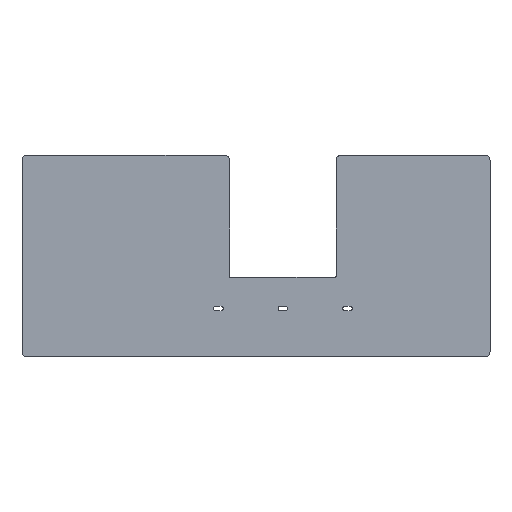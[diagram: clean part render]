
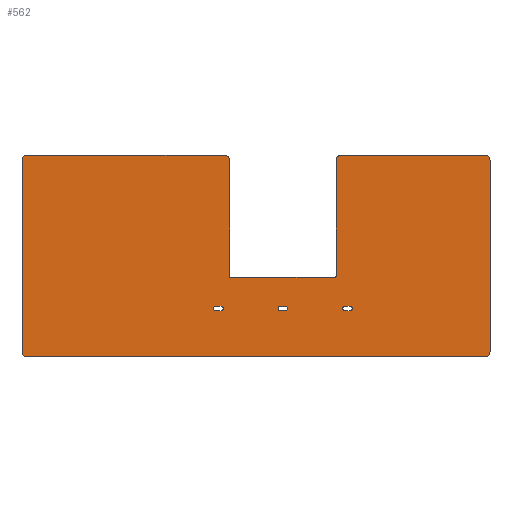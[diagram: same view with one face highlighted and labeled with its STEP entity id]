
A CAD part, top view. The second image highlights one B-rep face of the part: STEP entity #562.
In plain terms, the highlighted planar face has unit normal (0, 0, 1).
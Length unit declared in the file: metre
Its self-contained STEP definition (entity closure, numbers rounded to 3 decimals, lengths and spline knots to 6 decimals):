
#26=CIRCLE('',#606,0.00635);
#27=CIRCLE('',#607,0.001);
#28=CIRCLE('',#608,0.001);
#29=CIRCLE('',#609,0.00635);
#30=CIRCLE('',#610,0.00635);
#31=CIRCLE('',#611,0.00635);
#32=CIRCLE('',#612,0.00635);
#33=CIRCLE('',#613,0.00635);
#34=CIRCLE('',#614,0.002553);
#35=CIRCLE('',#615,0.002553);
#36=CIRCLE('',#616,0.002553);
#37=CIRCLE('',#617,0.002553);
#38=CIRCLE('',#618,0.002553);
#39=CIRCLE('',#619,0.002553);
#54=ORIENTED_EDGE('',*,*,#222,.F.);
#55=ORIENTED_EDGE('',*,*,#223,.T.);
#56=ORIENTED_EDGE('',*,*,#224,.T.);
#57=ORIENTED_EDGE('',*,*,#225,.T.);
#58=ORIENTED_EDGE('',*,*,#226,.F.);
#59=ORIENTED_EDGE('',*,*,#227,.T.);
#60=ORIENTED_EDGE('',*,*,#228,.T.);
#61=ORIENTED_EDGE('',*,*,#229,.T.);
#62=ORIENTED_EDGE('',*,*,#230,.T.);
#63=ORIENTED_EDGE('',*,*,#231,.T.);
#64=ORIENTED_EDGE('',*,*,#232,.F.);
#65=ORIENTED_EDGE('',*,*,#233,.T.);
#66=ORIENTED_EDGE('',*,*,#234,.T.);
#67=ORIENTED_EDGE('',*,*,#235,.T.);
#68=ORIENTED_EDGE('',*,*,#236,.T.);
#69=ORIENTED_EDGE('',*,*,#237,.T.);
#70=ORIENTED_EDGE('',*,*,#238,.F.);
#71=ORIENTED_EDGE('',*,*,#239,.T.);
#72=ORIENTED_EDGE('',*,*,#240,.F.);
#73=ORIENTED_EDGE('',*,*,#241,.F.);
#74=ORIENTED_EDGE('',*,*,#242,.F.);
#75=ORIENTED_EDGE('',*,*,#243,.T.);
#76=ORIENTED_EDGE('',*,*,#244,.F.);
#77=ORIENTED_EDGE('',*,*,#245,.F.);
#78=ORIENTED_EDGE('',*,*,#246,.F.);
#79=ORIENTED_EDGE('',*,*,#247,.T.);
#80=ORIENTED_EDGE('',*,*,#248,.F.);
#81=ORIENTED_EDGE('',*,*,#249,.F.);
#222=EDGE_CURVE('',#306,#307,#362,.T.);
#223=EDGE_CURVE('',#306,#308,#26,.T.);
#224=EDGE_CURVE('',#308,#309,#363,.T.);
#225=EDGE_CURVE('',#309,#310,#27,.F.);
#226=EDGE_CURVE('',#311,#310,#364,.T.);
#227=EDGE_CURVE('',#311,#312,#28,.F.);
#228=EDGE_CURVE('',#312,#313,#365,.T.);
#229=EDGE_CURVE('',#313,#314,#29,.T.);
#230=EDGE_CURVE('',#314,#315,#366,.T.);
#231=EDGE_CURVE('',#315,#316,#30,.T.);
#232=EDGE_CURVE('',#317,#316,#367,.T.);
#233=EDGE_CURVE('',#317,#318,#31,.T.);
#234=EDGE_CURVE('',#318,#319,#368,.T.);
#235=EDGE_CURVE('',#319,#320,#32,.T.);
#236=EDGE_CURVE('',#320,#321,#369,.T.);
#237=EDGE_CURVE('',#321,#307,#33,.T.);
#238=EDGE_CURVE('',#322,#323,#34,.T.);
#239=EDGE_CURVE('',#322,#324,#370,.T.);
#240=EDGE_CURVE('',#325,#324,#35,.T.);
#241=EDGE_CURVE('',#323,#325,#371,.T.);
#242=EDGE_CURVE('',#326,#327,#36,.T.);
#243=EDGE_CURVE('',#326,#328,#372,.T.);
#244=EDGE_CURVE('',#329,#328,#37,.T.);
#245=EDGE_CURVE('',#327,#329,#373,.T.);
#246=EDGE_CURVE('',#330,#331,#38,.T.);
#247=EDGE_CURVE('',#330,#332,#374,.T.);
#248=EDGE_CURVE('',#333,#332,#39,.T.);
#249=EDGE_CURVE('',#331,#333,#375,.T.);
#306=VERTEX_POINT('',#840);
#307=VERTEX_POINT('',#841);
#308=VERTEX_POINT('',#843);
#309=VERTEX_POINT('',#845);
#310=VERTEX_POINT('',#847);
#311=VERTEX_POINT('',#849);
#312=VERTEX_POINT('',#851);
#313=VERTEX_POINT('',#853);
#314=VERTEX_POINT('',#855);
#315=VERTEX_POINT('',#857);
#316=VERTEX_POINT('',#859);
#317=VERTEX_POINT('',#861);
#318=VERTEX_POINT('',#863);
#319=VERTEX_POINT('',#865);
#320=VERTEX_POINT('',#867);
#321=VERTEX_POINT('',#869);
#322=VERTEX_POINT('',#872);
#323=VERTEX_POINT('',#873);
#324=VERTEX_POINT('',#875);
#325=VERTEX_POINT('',#877);
#326=VERTEX_POINT('',#880);
#327=VERTEX_POINT('',#881);
#328=VERTEX_POINT('',#883);
#329=VERTEX_POINT('',#885);
#330=VERTEX_POINT('',#888);
#331=VERTEX_POINT('',#889);
#332=VERTEX_POINT('',#891);
#333=VERTEX_POINT('',#893);
#362=LINE('',#839,#418);
#363=LINE('',#844,#419);
#364=LINE('',#848,#420);
#365=LINE('',#852,#421);
#366=LINE('',#856,#422);
#367=LINE('',#860,#423);
#368=LINE('',#864,#424);
#369=LINE('',#868,#425);
#370=LINE('',#874,#426);
#371=LINE('',#878,#427);
#372=LINE('',#882,#428);
#373=LINE('',#886,#429);
#374=LINE('',#890,#430);
#375=LINE('',#894,#431);
#418=VECTOR('',#667,1.);
#419=VECTOR('',#670,1.);
#420=VECTOR('',#673,1.);
#421=VECTOR('',#676,1.);
#422=VECTOR('',#679,1.);
#423=VECTOR('',#682,1.);
#424=VECTOR('',#685,1.);
#425=VECTOR('',#688,1.);
#426=VECTOR('',#693,1.);
#427=VECTOR('',#696,1.);
#428=VECTOR('',#699,1.);
#429=VECTOR('',#702,1.);
#430=VECTOR('',#705,1.);
#431=VECTOR('',#708,1.);
#474=EDGE_LOOP('',(#54,#55,#56,#57,#58,#59,#60,#61,#62,#63,#64,#65,#66,
#67,#68,#69));
#475=EDGE_LOOP('',(#70,#71,#72,#73));
#476=EDGE_LOOP('',(#74,#75,#76,#77));
#477=EDGE_LOOP('',(#78,#79,#80,#81));
#510=FACE_BOUND('',#474,.T.);
#511=FACE_BOUND('',#475,.T.);
#512=FACE_BOUND('',#476,.T.);
#513=FACE_BOUND('',#477,.T.);
#546=PLANE('',#605);
#562=ADVANCED_FACE('',(#510,#511,#512,#513),#546,.T.);
#605=AXIS2_PLACEMENT_3D('',#838,#665,#666);
#606=AXIS2_PLACEMENT_3D('',#842,#668,#669);
#607=AXIS2_PLACEMENT_3D('',#846,#671,#672);
#608=AXIS2_PLACEMENT_3D('',#850,#674,#675);
#609=AXIS2_PLACEMENT_3D('',#854,#677,#678);
#610=AXIS2_PLACEMENT_3D('',#858,#680,#681);
#611=AXIS2_PLACEMENT_3D('',#862,#683,#684);
#612=AXIS2_PLACEMENT_3D('',#866,#686,#687);
#613=AXIS2_PLACEMENT_3D('',#870,#689,#690);
#614=AXIS2_PLACEMENT_3D('',#871,#691,#692);
#615=AXIS2_PLACEMENT_3D('',#876,#694,#695);
#616=AXIS2_PLACEMENT_3D('',#879,#697,#698);
#617=AXIS2_PLACEMENT_3D('',#884,#700,#701);
#618=AXIS2_PLACEMENT_3D('',#887,#703,#704);
#619=AXIS2_PLACEMENT_3D('',#892,#706,#707);
#665=DIRECTION('',(0.,0.,1.));
#666=DIRECTION('',(1.,0.,0.));
#667=DIRECTION('',(1.,0.,0.));
#668=DIRECTION('',(0.,0.,1.));
#669=DIRECTION('',(0.,-1.,0.));
#670=DIRECTION('',(0.,-1.,0.));
#671=DIRECTION('',(0.,0.,1.));
#672=DIRECTION('',(0.,-1.,0.));
#673=DIRECTION('',(1.,0.,0.));
#674=DIRECTION('',(0.,0.,1.));
#675=DIRECTION('',(0.,-1.,0.));
#676=DIRECTION('',(0.,1.,0.));
#677=DIRECTION('',(0.,0.,1.));
#678=DIRECTION('',(0.,-1.,0.));
#679=DIRECTION('',(-1.,0.,0.));
#680=DIRECTION('',(0.,0.,1.));
#681=DIRECTION('',(0.,-1.,0.));
#682=DIRECTION('',(0.,1.,0.));
#683=DIRECTION('',(0.,0.,1.));
#684=DIRECTION('',(0.,-1.,0.));
#685=DIRECTION('',(1.,0.,0.));
#686=DIRECTION('',(0.,0.,1.));
#687=DIRECTION('',(0.,-1.,0.));
#688=DIRECTION('',(0.,1.,0.));
#689=DIRECTION('',(0.,0.,1.));
#690=DIRECTION('',(0.,-1.,0.));
#691=DIRECTION('',(0.,0.,1.));
#692=DIRECTION('',(0.,-1.,0.));
#693=DIRECTION('',(1.,0.,0.));
#694=DIRECTION('',(0.,0.,1.));
#695=DIRECTION('',(0.,-1.,0.));
#696=DIRECTION('',(1.,0.,0.));
#697=DIRECTION('',(0.,0.,1.));
#698=DIRECTION('',(0.,-1.,0.));
#699=DIRECTION('',(1.,0.,0.));
#700=DIRECTION('',(0.,0.,1.));
#701=DIRECTION('',(0.,-1.,0.));
#702=DIRECTION('',(1.,0.,0.));
#703=DIRECTION('',(0.,0.,1.));
#704=DIRECTION('',(0.,-1.,0.));
#705=DIRECTION('',(1.,0.,0.));
#706=DIRECTION('',(0.,0.,1.));
#707=DIRECTION('',(0.,-1.,0.));
#708=DIRECTION('',(1.,0.,0.));
#838=CARTESIAN_POINT('',(-0.235989,0.060297,0.000813));
#839=CARTESIAN_POINT('',(-0.029614,0.179444,0.000813));
#840=CARTESIAN_POINT('',(-0.135024,0.179444,0.000813));
#841=CARTESIAN_POINT('',(0.033886,0.179444,0.000813));
#842=CARTESIAN_POINT('',(-0.135024,0.173094,0.000813));
#843=CARTESIAN_POINT('',(-0.141374,0.173094,0.000813));
#844=CARTESIAN_POINT('',(-0.141374,0.107334,0.000813));
#845=CARTESIAN_POINT('',(-0.141374,0.036224,0.000813));
#846=CARTESIAN_POINT('',(-0.142374,0.036224,0.000813));
#847=CARTESIAN_POINT('',(-0.142374,0.035224,0.000813));
#848=CARTESIAN_POINT('',(-0.204239,0.035224,0.000813));
#849=CARTESIAN_POINT('',(-0.266104,0.035224,0.000813));
#850=CARTESIAN_POINT('',(-0.266104,0.036224,0.000813));
#851=CARTESIAN_POINT('',(-0.267104,0.036224,0.000813));
#852=CARTESIAN_POINT('',(-0.267104,0.107334,0.000813));
#853=CARTESIAN_POINT('',(-0.267104,0.173094,0.000813));
#854=CARTESIAN_POINT('',(-0.273454,0.173094,0.000813));
#855=CARTESIAN_POINT('',(-0.273454,0.179444,0.000813));
#856=CARTESIAN_POINT('',(-0.410614,0.179444,0.000813));
#857=CARTESIAN_POINT('',(-0.505864,0.179444,0.000813));
#858=CARTESIAN_POINT('',(-0.505864,0.173094,0.000813));
#859=CARTESIAN_POINT('',(-0.512214,0.173094,0.000813));
#860=CARTESIAN_POINT('',(-0.512214,0.079347,0.000813));
#861=CARTESIAN_POINT('',(-0.512214,-0.052499,0.000813));
#862=CARTESIAN_POINT('',(-0.505864,-0.052499,0.000813));
#863=CARTESIAN_POINT('',(-0.505864,-0.058849,0.000813));
#864=CARTESIAN_POINT('',(-0.235989,-0.058849,0.000813));
#865=CARTESIAN_POINT('',(0.033886,-0.058849,0.000813));
#866=CARTESIAN_POINT('',(0.033886,-0.052499,0.000813));
#867=CARTESIAN_POINT('',(0.040236,-0.052499,0.000813));
#868=CARTESIAN_POINT('',(0.040236,0.079347,0.000813));
#869=CARTESIAN_POINT('',(0.040236,0.173094,0.000813));
#870=CARTESIAN_POINT('',(0.033886,0.173094,0.000813));
#871=CARTESIAN_POINT('',(-0.283614,-0.001699,0.000813));
#872=CARTESIAN_POINT('',(-0.283614,0.000853,0.000813));
#873=CARTESIAN_POINT('',(-0.283614,-0.004252,0.000813));
#874=CARTESIAN_POINT('',(-0.278852,0.000853,0.000813));
#875=CARTESIAN_POINT('',(-0.277264,0.000853,0.000813));
#876=CARTESIAN_POINT('',(-0.277264,-0.001699,0.000813));
#877=CARTESIAN_POINT('',(-0.277264,-0.004252,0.000813));
#878=CARTESIAN_POINT('',(-0.278852,-0.004252,0.000813));
#879=CARTESIAN_POINT('',(-0.207414,-0.001699,0.000813));
#880=CARTESIAN_POINT('',(-0.207414,0.000853,0.000813));
#881=CARTESIAN_POINT('',(-0.207414,-0.004252,0.000813));
#882=CARTESIAN_POINT('',(-0.202652,0.000853,0.000813));
#883=CARTESIAN_POINT('',(-0.201064,0.000853,0.000813));
#884=CARTESIAN_POINT('',(-0.201064,-0.001699,0.000813));
#885=CARTESIAN_POINT('',(-0.201064,-0.004252,0.000813));
#886=CARTESIAN_POINT('',(-0.202652,-0.004252,0.000813));
#887=CARTESIAN_POINT('',(-0.131214,-0.001699,0.000813));
#888=CARTESIAN_POINT('',(-0.131214,0.000853,0.000813));
#889=CARTESIAN_POINT('',(-0.131214,-0.004252,0.000813));
#890=CARTESIAN_POINT('',(-0.126452,0.000853,0.000813));
#891=CARTESIAN_POINT('',(-0.124864,0.000853,0.000813));
#892=CARTESIAN_POINT('',(-0.124864,-0.001699,0.000813));
#893=CARTESIAN_POINT('',(-0.124864,-0.004252,0.000813));
#894=CARTESIAN_POINT('',(-0.126452,-0.004252,0.000813));
